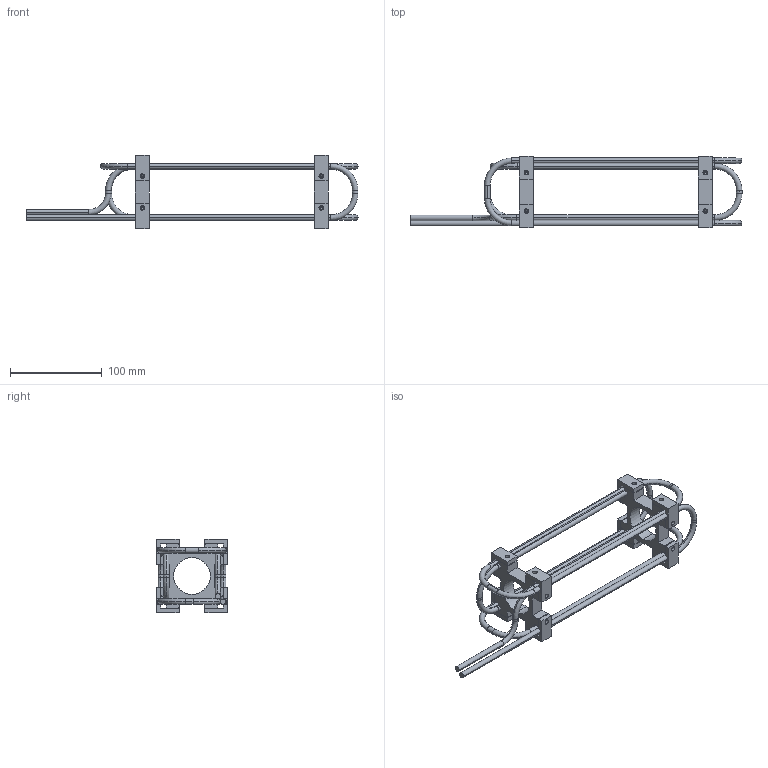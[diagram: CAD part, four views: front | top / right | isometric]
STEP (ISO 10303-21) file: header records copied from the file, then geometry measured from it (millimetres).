
FILE_DESCRIPTION (( 'STEP AP203' ), '1' );
FILE_NAME ('线圈装配.STEP', '2019-07-29T07:05:22', ( 'User' ), ( 'China' ), 'SwSTEP 2.0', 'SolidWorks 2018', '' );
FILE_SCHEMA (( 'CONFIG_CONTROL_DESIGN' ));
Length unit declared in the file: millimetre
Products named in the file (4): 线圈零件图; 线圈固定架; 盓殤3; 线圈装配
Assembly tree (11 placements, depth 2):
  线圈装配
    线圈零件图
    线圈固定架  x2
    盓殤3  x8
Bounding box: 361.85 x 78 x 80 mm (x, y, z)
Volume: 158854.6 mm3; surface area: 92168.9 mm2
Topology: 11 solids, 11 shells, 388 faces, 1030 edges, 648 vertices
Faces by surface type: plane 190, cylinder 134, torus 32, cone 32
Entity records: 6112 total; most frequent: DIRECTION 1046, CARTESIAN_POINT 936, ORIENTED_EDGE 908, EDGE_CURVE 454, AXIS2_PLACEMENT_3D 398, VERTEX_POINT 288, LINE 250, VECTOR 250
